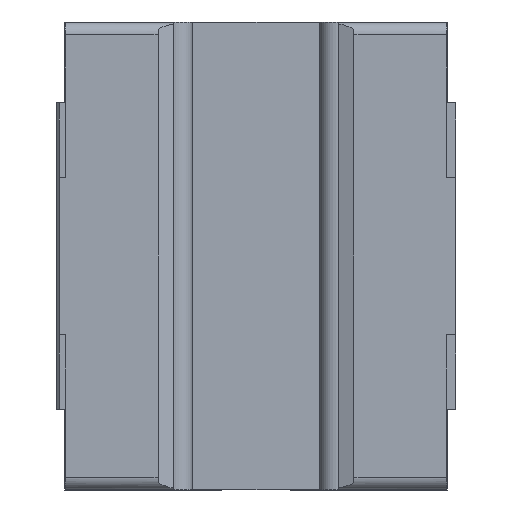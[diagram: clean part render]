
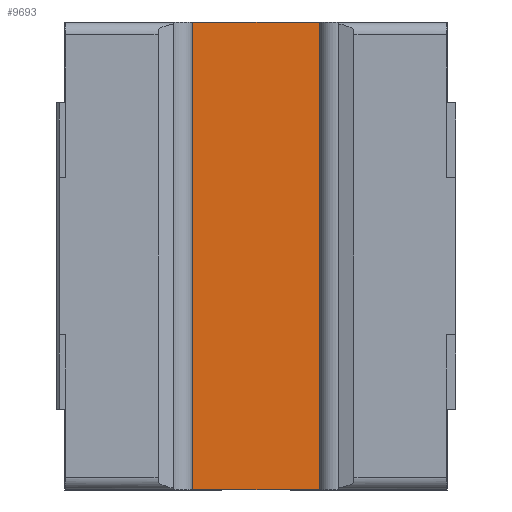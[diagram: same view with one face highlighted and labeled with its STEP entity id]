
A CAD part, front view. The second image highlights one B-rep face of the part: STEP entity #9693.
In plain terms, the highlighted planar face has unit normal (0, -1, 0).
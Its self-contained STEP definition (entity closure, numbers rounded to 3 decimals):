
#1240 = DIRECTION ( 'NONE',  ( 0., 0., 1. ) ) ;
#1242 = DIRECTION ( 'NONE',  ( 0., 0., 1. ) ) ;
#1243 = CARTESIAN_POINT ( 'NONE',  ( 7.255, 8.3, -8.5 ) ) ;
#1246 = CARTESIAN_POINT ( 'NONE',  ( -7.255, 8.3, -8.5 ) ) ;
#2935 = LINE ( 'NONE', #13498, #2936 ) ;
#2936 = VECTOR ( 'NONE', #13497, 1000. ) ;
#3147 = VECTOR ( 'NONE', #1240, 1000. ) ;
#3148 = VECTOR ( 'NONE', #1242, 1000. ) ;
#3149 = LINE ( 'NONE', #1243, #3148 ) ;
#3154 = LINE ( 'NONE', #1246, #3147 ) ;
#3464 = FACE_OUTER_BOUND ( 'NONE', #10488, .T. ) ;
#3575 = VECTOR ( 'NONE', #4248, 1000. ) ;
#3576 = LINE ( 'NONE', #4249, #3575 ) ;
#4248 = DIRECTION ( 'NONE',  ( -1., 0., 0. ) ) ;
#4249 = CARTESIAN_POINT ( 'NONE',  ( -20.1, 8.3, -8.45 ) ) ;
#4684 = EDGE_CURVE ( 'NONE', #11663, #11511, #3576, .T. ) ;
#4956 = EDGE_CURVE ( 'NONE', #5051, #5157, #2935, .T. ) ;
#5051 = VERTEX_POINT ( 'NONE', #13161 ) ;
#5157 = VERTEX_POINT ( 'NONE', #12989 ) ;
#7081 = DIRECTION ( 'NONE',  ( 0., 0., 1. ) ) ;
#7090 = DIRECTION ( 'NONE',  ( 0., 1., 0. ) ) ;
#7129 = CARTESIAN_POINT ( 'NONE',  ( 7.255, 8.3, -8.5 ) ) ;
#7140 = PLANE ( 'NONE',  #15169 ) ;
#7632 = CARTESIAN_POINT ( 'NONE',  ( 7.255, 8.3, -8.45 ) ) ;
#7663 = CARTESIAN_POINT ( 'NONE',  ( -7.255, 8.3, -8.45 ) ) ;
#9693 = ADVANCED_FACE ( 'NONE', ( #3464 ), #7140, .F. ) ;
#10404 = ORIENTED_EDGE ( 'NONE', *, *, #15673, .T. ) ;
#10406 = ORIENTED_EDGE ( 'NONE', *, *, #4956, .F. ) ;
#10407 = ORIENTED_EDGE ( 'NONE', *, *, #15674, .F. ) ;
#10408 = ORIENTED_EDGE ( 'NONE', *, *, #4684, .F. ) ;
#10488 = EDGE_LOOP ( 'NONE', ( #10404, #10406, #10407, #10408 ) ) ;
#11511 = VERTEX_POINT ( 'NONE', #7663 ) ;
#11663 = VERTEX_POINT ( 'NONE', #7632 ) ;
#12989 = CARTESIAN_POINT ( 'NONE',  ( 7.255, 8.3, 40.65 ) ) ;
#13161 = CARTESIAN_POINT ( 'NONE',  ( -7.255, 8.3, 40.65 ) ) ;
#13497 = DIRECTION ( 'NONE',  ( 1., 0., 0. ) ) ;
#13498 = CARTESIAN_POINT ( 'NONE',  ( -20.1, 8.3, 40.65 ) ) ;
#15169 = AXIS2_PLACEMENT_3D ( 'NONE', #7129, #7090, #7081 ) ;
#15673 = EDGE_CURVE ( 'NONE', #11663, #5157, #3149, .T. ) ;
#15674 = EDGE_CURVE ( 'NONE', #11511, #5051, #3154, .T. ) ;
